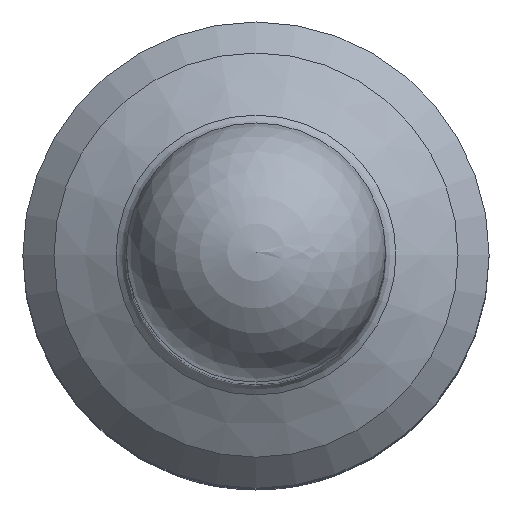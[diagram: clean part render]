
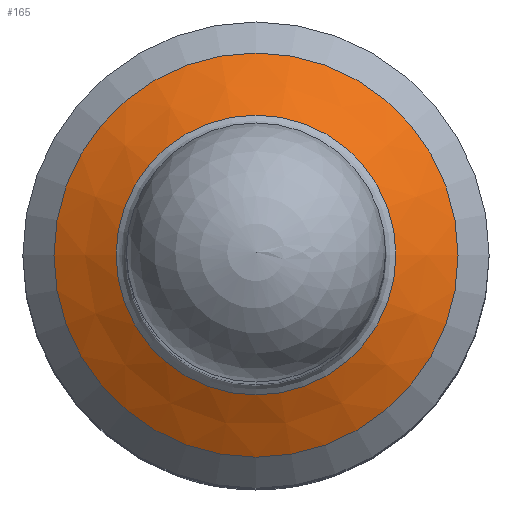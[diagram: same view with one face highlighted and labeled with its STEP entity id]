
A CAD part, top view. The second image highlights one B-rep face of the part: STEP entity #165.
In plain terms, the highlighted conical face has half-angle 60 degrees and reference radius 1.35 mm.
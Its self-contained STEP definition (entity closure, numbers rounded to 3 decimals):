
#66=CONICAL_SURFACE('',#478,1.35,60.);
#93=FACE_BOUND('',#219,.T.);
#94=FACE_BOUND('',#220,.T.);
#140=CIRCLE('',#475,1.35);
#141=CIRCLE('',#477,1.95);
#165=ADVANCED_FACE('',(#93,#94),#66,.T.);
#219=EDGE_LOOP('',(#304));
#220=EDGE_LOOP('',(#305));
#304=ORIENTED_EDGE('',*,*,#405,.T.);
#305=ORIENTED_EDGE('',*,*,#404,.F.);
#364=VERTEX_POINT('',#783);
#365=VERTEX_POINT('',#786);
#404=EDGE_CURVE('',#364,#364,#140,.T.);
#405=EDGE_CURVE('',#365,#365,#141,.T.);
#475=AXIS2_PLACEMENT_3D('',#782,#551,#552);
#477=AXIS2_PLACEMENT_3D('',#785,#555,#556);
#478=AXIS2_PLACEMENT_3D('',#787,#557,#558);
#551=DIRECTION('',(0.,0.,1.));
#552=DIRECTION('',(-1.,0.,0.));
#555=DIRECTION('',(0.,0.,1.));
#556=DIRECTION('',(-1.,0.,0.));
#557=DIRECTION('',(0.,0.,-1.));
#558=DIRECTION('',(1.,0.,0.));
#782=CARTESIAN_POINT('',(0.,0.,9.842));
#783=CARTESIAN_POINT('',(-1.35,0.,9.842));
#785=CARTESIAN_POINT('',(0.,0.,9.496));
#786=CARTESIAN_POINT('',(-1.95,0.,9.496));
#787=CARTESIAN_POINT('',(0.,0.,9.842));
